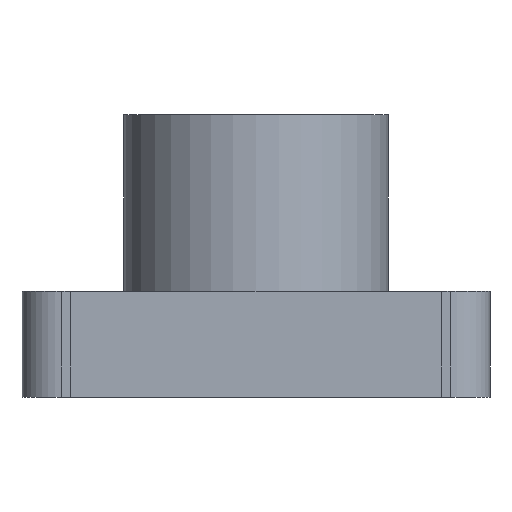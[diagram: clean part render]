
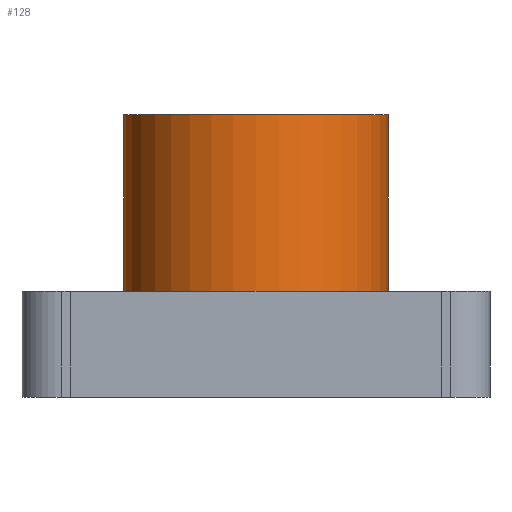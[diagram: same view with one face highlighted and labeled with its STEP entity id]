
A CAD part, front view. The second image highlights one B-rep face of the part: STEP entity #128.
In plain terms, the highlighted cylindrical face has radius 7.5 mm (diameter 15 mm), a partial arc.
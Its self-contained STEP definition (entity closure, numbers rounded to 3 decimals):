
#26 = VERTEX_POINT ( 'NONE', #739 ) ;
#128 = ADVANCED_FACE ( 'NONE', ( #1008 ), #956, .T. ) ;
#214 = CARTESIAN_POINT ( 'NONE',  ( -7.5, 0., 16. ) ) ;
#243 = DIRECTION ( 'NONE',  ( -1., 0., 0. ) ) ;
#258 = EDGE_CURVE ( 'NONE', #1102, #26, #785, .T. ) ;
#286 = VECTOR ( 'NONE', #445, 1000. ) ;
#310 = LINE ( 'NONE', #371, #286 ) ;
#368 = DIRECTION ( 'NONE',  ( 1., 0., 0. ) ) ;
#371 = CARTESIAN_POINT ( 'NONE',  ( 7.5, 0., 16. ) ) ;
#398 = CARTESIAN_POINT ( 'NONE',  ( 0., 0., 16. ) ) ;
#422 = DIRECTION ( 'NONE',  ( 1., 0., 0. ) ) ;
#431 = CIRCLE ( 'NONE', #1016, 7.5 ) ;
#441 = CARTESIAN_POINT ( 'NONE',  ( 7.5, 0., 6. ) ) ;
#445 = DIRECTION ( 'NONE',  ( 0., 0., -1. ) ) ;
#475 = CARTESIAN_POINT ( 'NONE',  ( -7.5, 0., 16. ) ) ;
#517 = ORIENTED_EDGE ( 'NONE', *, *, #258, .T. ) ;
#532 = CARTESIAN_POINT ( 'NONE',  ( 0., 0., 16. ) ) ;
#543 = EDGE_CURVE ( 'NONE', #26, #791, #431, .T. ) ;
#575 = DIRECTION ( 'NONE',  ( 0., 0., -1. ) ) ;
#600 = EDGE_LOOP ( 'NONE', ( #882, #1077, #517, #930 ) ) ;
#616 = CARTESIAN_POINT ( 'NONE',  ( 7.5, 0., 16. ) ) ;
#626 = AXIS2_PLACEMENT_3D ( 'NONE', #398, #575, #243 ) ;
#737 = VERTEX_POINT ( 'NONE', #616 ) ;
#739 = CARTESIAN_POINT ( 'NONE',  ( -7.5, 0., 6. ) ) ;
#761 = VECTOR ( 'NONE', #820, 1000. ) ;
#785 = LINE ( 'NONE', #214, #761 ) ;
#791 = VERTEX_POINT ( 'NONE', #441 ) ;
#809 = DIRECTION ( 'NONE',  ( 0., 0., 1. ) ) ;
#820 = DIRECTION ( 'NONE',  ( 0., 0., -1. ) ) ;
#843 = CIRCLE ( 'NONE', #997, 7.5 ) ;
#882 = ORIENTED_EDGE ( 'NONE', *, *, #954, .F. ) ;
#930 = ORIENTED_EDGE ( 'NONE', *, *, #543, .T. ) ;
#948 = CARTESIAN_POINT ( 'NONE',  ( 0., 0., 6. ) ) ;
#954 = EDGE_CURVE ( 'NONE', #737, #791, #310, .T. ) ;
#956 = CYLINDRICAL_SURFACE ( 'NONE', #626, 7.5 ) ;
#997 = AXIS2_PLACEMENT_3D ( 'NONE', #532, #809, #368 ) ;
#1008 = FACE_OUTER_BOUND ( 'NONE', #600, .T. ) ;
#1013 = EDGE_CURVE ( 'NONE', #1102, #737, #843, .T. ) ;
#1016 = AXIS2_PLACEMENT_3D ( 'NONE', #948, #1019, #422 ) ;
#1019 = DIRECTION ( 'NONE',  ( 0., 0., 1. ) ) ;
#1077 = ORIENTED_EDGE ( 'NONE', *, *, #1013, .F. ) ;
#1102 = VERTEX_POINT ( 'NONE', #475 ) ;
